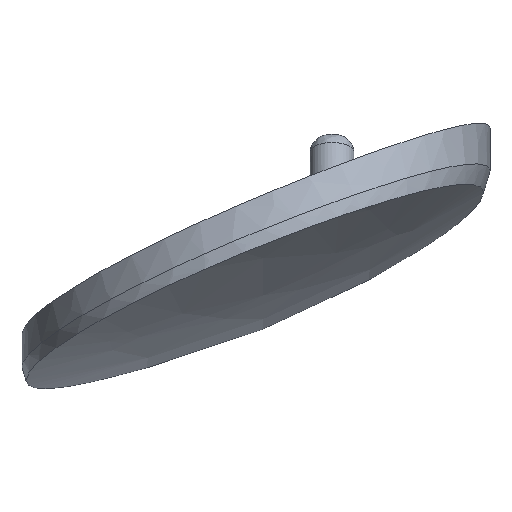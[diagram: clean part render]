
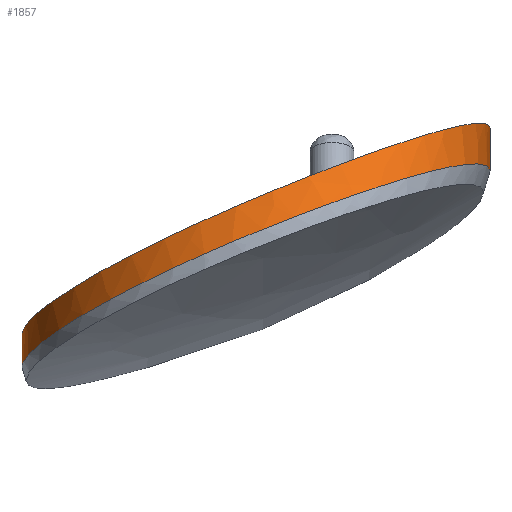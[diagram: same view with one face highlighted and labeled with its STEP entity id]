
A CAD part, front view. The second image highlights one B-rep face of the part: STEP entity #1857.
In plain terms, the highlighted face is a extrusion surface.
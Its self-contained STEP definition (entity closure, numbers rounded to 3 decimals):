
#121=CARTESIAN_POINT('',(30.4,-0.723,
-39.684));
#122=CARTESIAN_POINT('',(30.4,-1.116,-39.624));
#123=CARTESIAN_POINT('',(30.356,-1.932,-39.521));
#124=CARTESIAN_POINT('',(30.107,-3.28,-39.433));
#125=CARTESIAN_POINT('',(29.672,-4.56,-39.44));
#126=CARTESIAN_POINT('',(29.171,-5.583,-39.515));
#127=CARTESIAN_POINT('',(28.536,-6.571,-39.652));
#128=CARTESIAN_POINT('',(27.703,-7.542,-39.876));
#129=CARTESIAN_POINT('',(26.727,-8.366,-40.176));
#130=CARTESIAN_POINT('',(25.811,-8.93,-40.484));
#131=CARTESIAN_POINT('',(24.846,-9.366,-40.825));
#132=CARTESIAN_POINT('',(23.719,-9.68,-41.248));
#133=CARTESIAN_POINT('',(22.594,-9.797,-41.688));
#134=CARTESIAN_POINT('',(21.533,-9.745,-42.13));
#135=CARTESIAN_POINT('',(20.55,-9.558,-42.553));
#136=CARTESIAN_POINT('',(19.441,-9.177,-43.056));
#137=CARTESIAN_POINT('',(18.308,-8.558,-43.604));
#138=CARTESIAN_POINT('',(17.224,-7.698,-44.17));
#139=CARTESIAN_POINT('',(16.245,-6.6,-44.733));
#140=CARTESIAN_POINT('',(15.45,-5.327,-45.252));
#141=CARTESIAN_POINT('',(14.857,-3.914,-45.713));
#142=CARTESIAN_POINT('',(14.483,-2.365,-46.108));
#143=CARTESIAN_POINT('',(14.4,-1.307,-46.306));
#144=CARTESIAN_POINT('',(14.4,-0.776,
-46.388));
#150=DIRECTION('',(0.,-0.423,-0.906));
#151=VECTOR('',#150,1.273);
#152=CARTESIAN_POINT('',(14.4,-0.238,
-45.234));
#153=LINE('',#152,#151);
#157=CARTESIAN_POINT('',(14.4,-0.238,
-45.234));
#158=CARTESIAN_POINT('',(14.4,-0.771,
-45.156));
#159=CARTESIAN_POINT('',(14.483,-1.831,-44.965));
#160=CARTESIAN_POINT('',(14.855,-3.379,-44.579));
#161=CARTESIAN_POINT('',(15.447,-4.792,-44.122));
#162=CARTESIAN_POINT('',(16.243,-6.069,-43.603));
#163=CARTESIAN_POINT('',(17.214,-7.16,-43.042));
#164=CARTESIAN_POINT('',(18.295,-8.02,-42.472));
#165=CARTESIAN_POINT('',(19.485,-8.668,-41.889));
#166=CARTESIAN_POINT('',(20.745,-9.082,-41.31));
#167=CARTESIAN_POINT('',(22.031,-9.258,-40.75));
#168=CARTESIAN_POINT('',(23.321,-9.196,-40.216));
#169=CARTESIAN_POINT('',(24.519,-8.92,-39.742));
#170=CARTESIAN_POINT('',(25.64,-8.457,-39.318));
#171=CARTESIAN_POINT('',(26.686,-7.817,-38.941));
#172=CARTESIAN_POINT('',(27.647,-6.997,-38.617));
#173=CARTESIAN_POINT('',(28.454,-6.069,-38.369));
#174=CARTESIAN_POINT('',(29.131,-5.041,-38.187));
#175=CARTESIAN_POINT('',(29.687,-3.892,-38.072));
#176=CARTESIAN_POINT('',(30.102,-2.632,-38.034));
#177=CARTESIAN_POINT('',(30.348,-1.326,-38.08));
#178=CARTESIAN_POINT('',(30.4,-0.465,
-38.164));
#179=CARTESIAN_POINT('',(30.4,-0.04,
-38.218));
#198=CARTESIAN_POINT('',(14.4,-0.776,
-46.388));
#238=CARTESIAN_POINT('',(30.4,-0.723,
-39.684));
#243=DIRECTION('',(0.,-0.423,-0.906));
#244=VECTOR('',#243,1.617);
#245=CARTESIAN_POINT('',(30.4,-0.04,
-38.218));
#246=LINE('',#245,#244);
#250=CARTESIAN_POINT('',(30.4,-0.04,
-38.218));
#273=CARTESIAN_POINT('',(14.4,-0.238,
-45.234));
#1706=VERTEX_POINT('',#250);
#1707=VERTEX_POINT('',#273);
#1708=VERTEX_POINT('',#198);
#1709=VERTEX_POINT('',#238);
#1821=CARTESIAN_POINT('',(14.404,17.369,-8.099));
#1822=CARTESIAN_POINT('',(14.401,17.289,-8.062));
#1823=CARTESIAN_POINT('',(14.391,16.612,-7.747));
#1824=CARTESIAN_POINT('',(14.538,15.324,-7.146));
#1825=CARTESIAN_POINT('',(15.116,13.587,-6.336));
#1826=CARTESIAN_POINT('',(16.026,11.981,-5.587));
#1827=CARTESIAN_POINT('',(17.211,10.58,-4.933));
#1828=CARTESIAN_POINT('',(18.596,9.442,-4.403));
#1829=CARTESIAN_POINT('',(20.078,8.618,-4.018));
#1830=CARTESIAN_POINT('',(21.557,8.103,-3.779));
#1831=CARTESIAN_POINT('',(22.976,7.865,-3.668));
#1832=CARTESIAN_POINT('',(24.329,7.868,-3.669));
#1833=CARTESIAN_POINT('',(25.619,8.097,-3.776));
#1834=CARTESIAN_POINT('',(26.822,8.548,-3.986));
#1835=CARTESIAN_POINT('',(27.897,9.212,-4.296));
#1836=CARTESIAN_POINT('',(28.801,10.058,-4.69));
#1837=CARTESIAN_POINT('',(29.516,11.052,-5.154));
#1838=CARTESIAN_POINT('',(30.028,12.164,-5.672));
#1839=CARTESIAN_POINT('',(30.335,13.362,-6.231));
#1840=CARTESIAN_POINT('',(30.406,14.269,-6.654));
#1841=CARTESIAN_POINT('',(30.399,14.765,-6.885));
#1842=CARTESIAN_POINT('',(30.396,14.845,-6.922));
#1844=DIRECTION('',(0.,0.423,0.906));
#1845=VECTOR('',#1844,1.);
#1846=SURFACE_OF_LINEAR_EXTRUSION('',#1843,#1845);
#1848=ORIENTED_EDGE('',*,*,#1847,.T.);
#1850=ORIENTED_EDGE('',*,*,#1849,.F.);
#1852=ORIENTED_EDGE('',*,*,#1851,.T.);
#1854=ORIENTED_EDGE('',*,*,#1853,.T.);
#1855=EDGE_LOOP('',(#1848,#1850,#1852,#1854));
#1856=FACE_OUTER_BOUND('',#1855,.F.);
#1857=ADVANCED_FACE('',(#1856),#1846,.T.);
#145=B_SPLINE_CURVE_WITH_KNOTS('',3,(#121,#122,#123,#124,#125,#126,#127,#128,
#129,#130,#131,#132,#133,#134,#135,#136,#137,#138,#139,#140,#141,#142,#143,
#144),.UNSPECIFIED.,.F.,.F.,(4,1,1,1,1,1,1,1,1,1,1,1,1,1,1,1,1,1,1,1,1,4),(0.,
0.048,0.095,0.143,0.19,
0.238,0.286,0.333,0.381,
0.429,0.476,0.524,0.571,
0.619,0.667,0.714,0.762,
0.81,0.857,0.905,0.952,1.),
.UNSPECIFIED.);
#180=B_SPLINE_CURVE_WITH_KNOTS('',3,(#157,#158,#159,#160,#161,#162,#163,#164,
#165,#166,#167,#168,#169,#170,#171,#172,#173,#174,#175,#176,#177,#178,#179),
.UNSPECIFIED.,.F.,.F.,(4,1,1,1,1,1,1,1,1,1,1,1,1,1,1,1,1,1,1,1,4),(0.,0.05,
0.1,0.15,0.2,0.25,0.3,0.35,0.4,0.45,0.5,0.55,0.6,0.65,
0.7,0.75,0.8,0.85,0.9,0.95,1.),.UNSPECIFIED.);
#1843=B_SPLINE_CURVE_WITH_KNOTS('',3,(#1821,#1822,#1823,#1824,#1825,#1826,#1827,
#1828,#1829,#1830,#1831,#1832,#1833,#1834,#1835,#1836,#1837,#1838,#1839,#1840,
#1841,#1842),.UNSPECIFIED.,.F.,.F.,(4,1,1,1,1,1,1,1,1,1,1,1,1,1,1,1,1,1,1,4),(
0.,0.01,0.083,0.158,0.232,
0.304,0.374,0.439,0.497,
0.55,0.599,0.647,0.696,
0.743,0.791,0.84,0.889,
0.939,0.99,1.),.UNSPECIFIED.);
#1847=EDGE_CURVE('',#1709,#1708,#145,.T.);
#1849=EDGE_CURVE('',#1707,#1708,#153,.T.);
#1851=EDGE_CURVE('',#1707,#1706,#180,.T.);
#1853=EDGE_CURVE('',#1706,#1709,#246,.T.);
